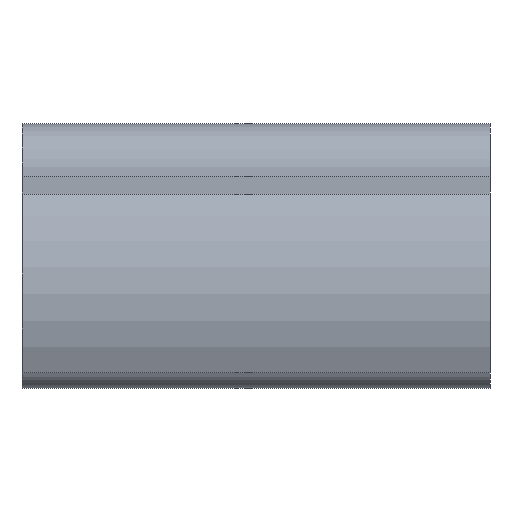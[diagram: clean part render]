
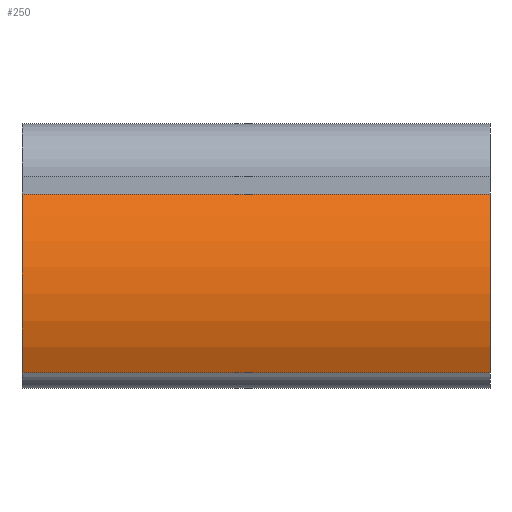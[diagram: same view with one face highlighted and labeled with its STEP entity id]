
A CAD part, left-side view. The second image highlights one B-rep face of the part: STEP entity #250.
In plain terms, the highlighted cylindrical face has radius 8.326 mm (diameter 16.651 mm), a partial arc.
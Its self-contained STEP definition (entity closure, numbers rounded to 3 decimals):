
#38=AXIS2_PLACEMENT_3D('Circle Axis2P3D',#36,#37,$) ;
#230=AXIS2_PLACEMENT_3D('Cylinder Axis2P3D',#227,#228,#229) ;
#241=AXIS2_PLACEMENT_3D('Circle Axis2P3D',#239,#240,$) ;
#36=CARTESIAN_POINT('Axis2P3D Location',(8.326,0.,4.251)) ;
#40=CARTESIAN_POINT('Vertex',(0.77,0.,0.754)) ;
#42=CARTESIAN_POINT('Vertex',(1.9,0.,9.546)) ;
#200=CARTESIAN_POINT('Line Origine',(1.9,11.5,9.546)) ;
#204=CARTESIAN_POINT('Vertex',(1.9,23.,9.546)) ;
#227=CARTESIAN_POINT('Axis2P3D Location',(8.326,12.11,4.251)) ;
#232=CARTESIAN_POINT('Line Origine',(0.77,12.11,0.754)) ;
#236=CARTESIAN_POINT('Vertex',(0.77,23.,0.754)) ;
#239=CARTESIAN_POINT('Axis2P3D Location',(8.326,23.,4.251)) ;
#37=DIRECTION('Axis2P3D Direction',(0.,1.,0.)) ;
#201=DIRECTION('Vector Direction',(0.,1.,0.)) ;
#228=DIRECTION('Axis2P3D Direction',(0.,1.,0.)) ;
#229=DIRECTION('Axis2P3D XDirection',(-0.907,0.,-0.42)) ;
#233=DIRECTION('Vector Direction',(0.,1.,0.)) ;
#240=DIRECTION('Axis2P3D Direction',(0.,1.,0.)) ;
#202=VECTOR('Line Direction',#201,1.) ;
#234=VECTOR('Line Direction',#233,1.) ;
#245=ORIENTED_EDGE('',*,*,#238,.F.) ;
#246=ORIENTED_EDGE('',*,*,#44,.T.) ;
#247=ORIENTED_EDGE('',*,*,#206,.T.) ;
#248=ORIENTED_EDGE('',*,*,#243,.F.) ;
#250=ADVANCED_FACE('S3D-Kopie',(#249),#231,.T.) ;
#39=CIRCLE('generated circle',#38,8.326) ;
#242=CIRCLE('generated circle',#241,8.326) ;
#231=CYLINDRICAL_SURFACE('generated cylinder',#230,8.326) ;
#44=EDGE_CURVE('',#41,#43,#39,.T.) ;
#206=EDGE_CURVE('',#43,#205,#203,.T.) ;
#238=EDGE_CURVE('',#41,#237,#235,.T.) ;
#243=EDGE_CURVE('',#237,#205,#242,.T.) ;
#244=EDGE_LOOP('',(#245,#246,#247,#248)) ;
#249=FACE_OUTER_BOUND('',#244,.T.) ;
#203=LINE('Line',#200,#202) ;
#235=LINE('Line',#232,#234) ;
#41=VERTEX_POINT('',#40) ;
#43=VERTEX_POINT('',#42) ;
#205=VERTEX_POINT('',#204) ;
#237=VERTEX_POINT('',#236) ;
